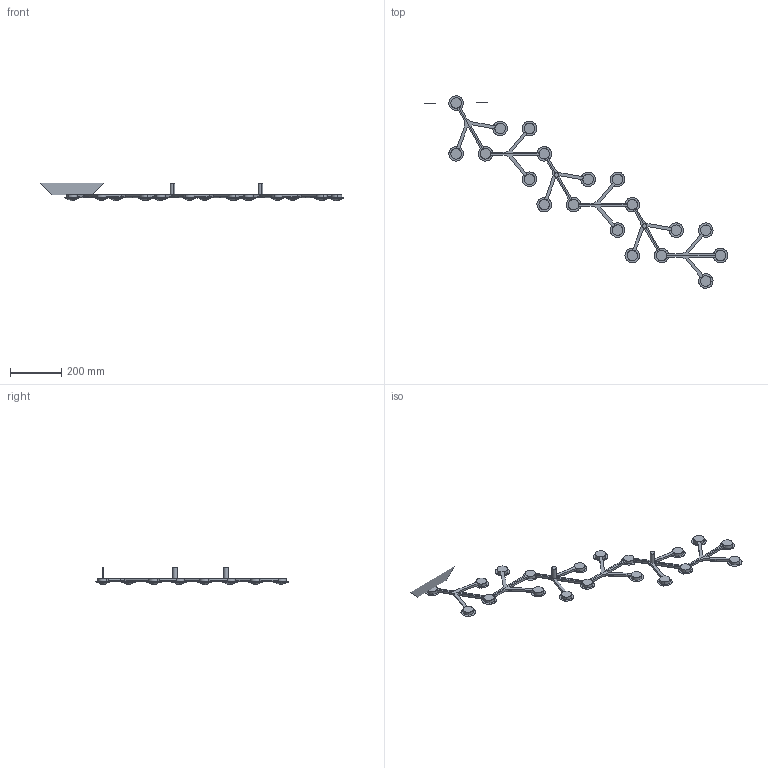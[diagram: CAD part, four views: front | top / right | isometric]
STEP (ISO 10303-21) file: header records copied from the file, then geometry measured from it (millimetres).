
FILE_DESCRIPTION(/* description */ (''),/* implementation_level */ '2;1');
FILE_NAME(/* name */ 'LedNetLineSoffitto_3D',/* time_stamp */ '2011-10-14T12:09:53+02:00',/* author */ (''),/* organization */ (''),/* preprocessor_version */ 'ST-DEVELOPER v10',/* originating_system */ '',/* authorisation */ '');
FILE_SCHEMA (('CONFIG_CONTROL_DESIGN'));
Length unit declared in the file: millimetre
Products named in the file (1): 1
Bounding box: 1178.73 x 747.73 x 67.5 mm (x, y, z)
Volume: 2118640 mm3; surface area: 492858.8 mm2
Topology: 41 solids, 98 shells, 540 faces, 1807 edges, 1347 vertices
Faces by surface type: bspline 540
Entity records: 24496 total; most frequent: CARTESIAN_POINT 15772, ORIENTED_EDGE 2658, EDGE_CURVE 1650, VERTEX_POINT 1213, B_SPLINE_CURVE_WITH_KNOTS 893, ADVANCED_FACE 540, FACE_OUTER_BOUND 540, EDGE_LOOP 540
